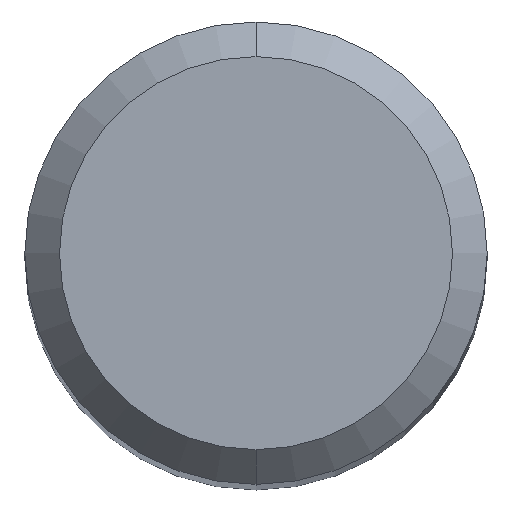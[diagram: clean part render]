
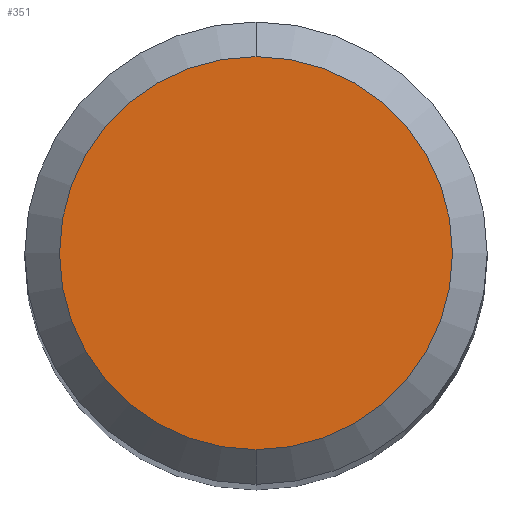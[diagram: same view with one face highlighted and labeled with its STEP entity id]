
A CAD part, top view. The second image highlights one B-rep face of the part: STEP entity #351.
In plain terms, the highlighted planar face has unit normal (0, 0, 1).
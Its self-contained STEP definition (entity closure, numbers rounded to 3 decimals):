
#221=VERTEX_POINT('',#531);
#319=EDGE_CURVE('',#453,#221,#639,.T.);
#351=ADVANCED_FACE('',(#676),#677,.T.);
#443=EDGE_CURVE('',#221,#453,#777,.T.);
#453=VERTEX_POINT('',#787);
#531=CARTESIAN_POINT('',(0.0,1.7,0.0));
#639=CIRCLE('',#1155,1.7);
#676=FACE_OUTER_BOUND('',#1229,.T.);
#677=PLANE('',#1230);
#777=CIRCLE('',#1383,1.7);
#787=CARTESIAN_POINT('',(0.,-1.7,0.0));
#1155=AXIS2_PLACEMENT_3D('',#1623,#1624,#1625);
#1229=EDGE_LOOP('',(#1673,#1674));
#1230=AXIS2_PLACEMENT_3D('',#1675,#1676,#1677);
#1383=AXIS2_PLACEMENT_3D('',#1779,#1780,#1781);
#1623=CARTESIAN_POINT('',(0.0,0.0,0.0));
#1624=DIRECTION('',(0.0,0.0,-1.0));
#1625=DIRECTION('',(0.0,1.0,0.0));
#1673=ORIENTED_EDGE('',*,*,#443,.F.);
#1674=ORIENTED_EDGE('',*,*,#319,.F.);
#1675=CARTESIAN_POINT('',(0.0,0.85,0.0));
#1676=DIRECTION('',(-0.0,0.0,1.0));
#1677=DIRECTION('',(0.0,-1.0,0.0));
#1779=CARTESIAN_POINT('',(0.0,0.0,0.0));
#1780=DIRECTION('',(0.0,0.0,-1.0));
#1781=DIRECTION('',(0.0,1.0,0.0));
